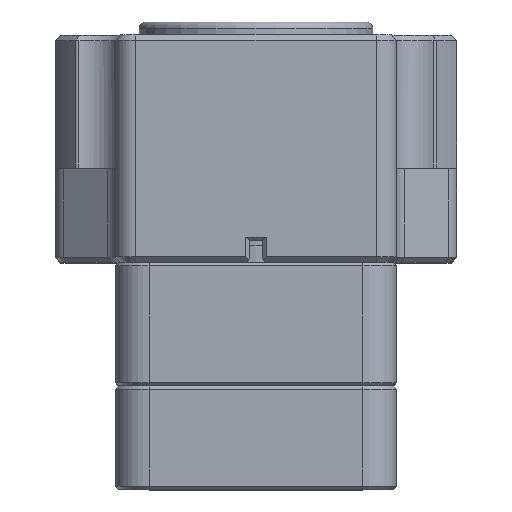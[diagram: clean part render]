
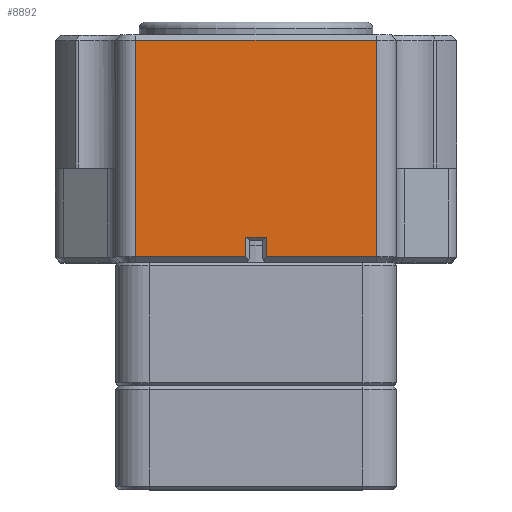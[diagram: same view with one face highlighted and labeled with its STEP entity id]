
A CAD part, top view. The second image highlights one B-rep face of the part: STEP entity #8892.
In plain terms, the highlighted planar face has unit normal (0, 0, 1).
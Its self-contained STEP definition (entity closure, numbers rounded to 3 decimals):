
#285 = VECTOR ( 'NONE', #2686, 1000. ) ;
#651 = VECTOR ( 'NONE', #22510, 1000. ) ;
#1117 = DIRECTION ( 'NONE',  ( 0., -1., 0. ) ) ;
#1121 = CARTESIAN_POINT ( 'NONE',  ( 1.5, 34., 53. ) ) ;
#1147 = LINE ( 'NONE', #1121, #3676 ) ;
#2125 = DIRECTION ( 'NONE',  ( 0., -1., 0. ) ) ;
#2128 = CARTESIAN_POINT ( 'NONE',  ( 18., 34., 53. ) ) ;
#2133 = LINE ( 'NONE', #2128, #11102 ) ;
#2686 = DIRECTION ( 'NONE',  ( -1., 0., 0. ) ) ;
#2690 = CARTESIAN_POINT ( 'NONE',  ( -18., 33.2, 53. ) ) ;
#2695 = LINE ( 'NONE', #2690, #285 ) ;
#2857 = CARTESIAN_POINT ( 'NONE',  ( 18., 0.8, 53. ) ) ;
#2965 = VECTOR ( 'NONE', #10356, 1000. ) ;
#3676 = VECTOR ( 'NONE', #1117, 1000. ) ;
#4569 = ORIENTED_EDGE ( 'NONE', *, *, #12363, .T. ) ;
#4596 = ORIENTED_EDGE ( 'NONE', *, *, #15228, .T. ) ;
#4663 = ORIENTED_EDGE ( 'NONE', *, *, #20274, .T. ) ;
#4689 = ORIENTED_EDGE ( 'NONE', *, *, #19547, .T. ) ;
#4778 = ORIENTED_EDGE ( 'NONE', *, *, #22695, .F. ) ;
#4802 = ORIENTED_EDGE ( 'NONE', *, *, #8139, .T. ) ;
#4835 = ORIENTED_EDGE ( 'NONE', *, *, #13526, .T. ) ;
#4862 = ORIENTED_EDGE ( 'NONE', *, *, #16592, .T. ) ;
#8139 = EDGE_CURVE ( 'NONE', #17372, #16200, #21118, .T. ) ;
#8429 = CARTESIAN_POINT ( 'NONE',  ( -1.5, 0.8, 53. ) ) ;
#8892 = ADVANCED_FACE ( 'NONE', ( #15371 ), #15366, .F. ) ;
#8976 = VECTOR ( 'NONE', #10506, 1000. ) ;
#10107 = AXIS2_PLACEMENT_3D ( 'NONE', #15344, #15340, #15333 ) ;
#10262 = CARTESIAN_POINT ( 'NONE',  ( -1.5, 3.7, 53. ) ) ;
#10356 = DIRECTION ( 'NONE',  ( 1., 0., 0. ) ) ;
#10366 = CARTESIAN_POINT ( 'NONE',  ( 18., 0.8, 53. ) ) ;
#10386 = LINE ( 'NONE', #10366, #2965 ) ;
#10506 = DIRECTION ( 'NONE',  ( 0., 1., 0. ) ) ;
#10527 = CARTESIAN_POINT ( 'NONE',  ( -1.5, 34., 53. ) ) ;
#10540 = LINE ( 'NONE', #10527, #8976 ) ;
#11102 = VECTOR ( 'NONE', #2125, 1000. ) ;
#11523 = VERTEX_POINT ( 'NONE', #17312 ) ;
#11698 = EDGE_LOOP ( 'NONE', ( #4862, #4835, #4802, #4778, #4689, #4663, #4596, #4569 ) ) ;
#11704 = VERTEX_POINT ( 'NONE', #15211 ) ;
#11930 = VERTEX_POINT ( 'NONE', #13128 ) ;
#12363 = EDGE_CURVE ( 'NONE', #18638, #15256, #10540, .T. ) ;
#12534 = VECTOR ( 'NONE', #19248, 1000. ) ;
#13128 = CARTESIAN_POINT ( 'NONE',  ( -18., 33.2, 53. ) ) ;
#13526 = EDGE_CURVE ( 'NONE', #11704, #17372, #1147, .T. ) ;
#15211 = CARTESIAN_POINT ( 'NONE',  ( 1.5, 3.7, 53. ) ) ;
#15228 = EDGE_CURVE ( 'NONE', #17002, #18638, #10386, .T. ) ;
#15256 = VERTEX_POINT ( 'NONE', #10262 ) ;
#15333 = DIRECTION ( 'NONE',  ( -1., 0., 0. ) ) ;
#15340 = DIRECTION ( 'NONE',  ( 0., 0., -1. ) ) ;
#15344 = CARTESIAN_POINT ( 'NONE',  ( 18., 34., 53. ) ) ;
#15366 = PLANE ( 'NONE',  #10107 ) ;
#15371 = FACE_OUTER_BOUND ( 'NONE', #11698, .T. ) ;
#15536 = CARTESIAN_POINT ( 'NONE',  ( 1.5, 0.8, 53. ) ) ;
#16200 = VERTEX_POINT ( 'NONE', #2857 ) ;
#16592 = EDGE_CURVE ( 'NONE', #15256, #11704, #22534, .T. ) ;
#17002 = VERTEX_POINT ( 'NONE', #19061 ) ;
#17312 = CARTESIAN_POINT ( 'NONE',  ( 18., 33.2, 53. ) ) ;
#17372 = VERTEX_POINT ( 'NONE', #15536 ) ;
#18638 = VERTEX_POINT ( 'NONE', #8429 ) ;
#18866 = VECTOR ( 'NONE', #21087, 1000. ) ;
#19061 = CARTESIAN_POINT ( 'NONE',  ( -18., 0.8, 53. ) ) ;
#19248 = DIRECTION ( 'NONE',  ( 0., -1., 0. ) ) ;
#19251 = CARTESIAN_POINT ( 'NONE',  ( -18., 34., 53. ) ) ;
#19269 = LINE ( 'NONE', #19251, #12534 ) ;
#19547 = EDGE_CURVE ( 'NONE', #11523, #11930, #2695, .T. ) ;
#20274 = EDGE_CURVE ( 'NONE', #11930, #17002, #19269, .T. ) ;
#21087 = DIRECTION ( 'NONE',  ( 1., 0., 0. ) ) ;
#21112 = CARTESIAN_POINT ( 'NONE',  ( 18., 0.8, 53. ) ) ;
#21118 = LINE ( 'NONE', #21112, #18866 ) ;
#22510 = DIRECTION ( 'NONE',  ( 1., 0., 0. ) ) ;
#22530 = CARTESIAN_POINT ( 'NONE',  ( 1., 3.7, 53. ) ) ;
#22534 = LINE ( 'NONE', #22530, #651 ) ;
#22695 = EDGE_CURVE ( 'NONE', #11523, #16200, #2133, .T. ) ;
